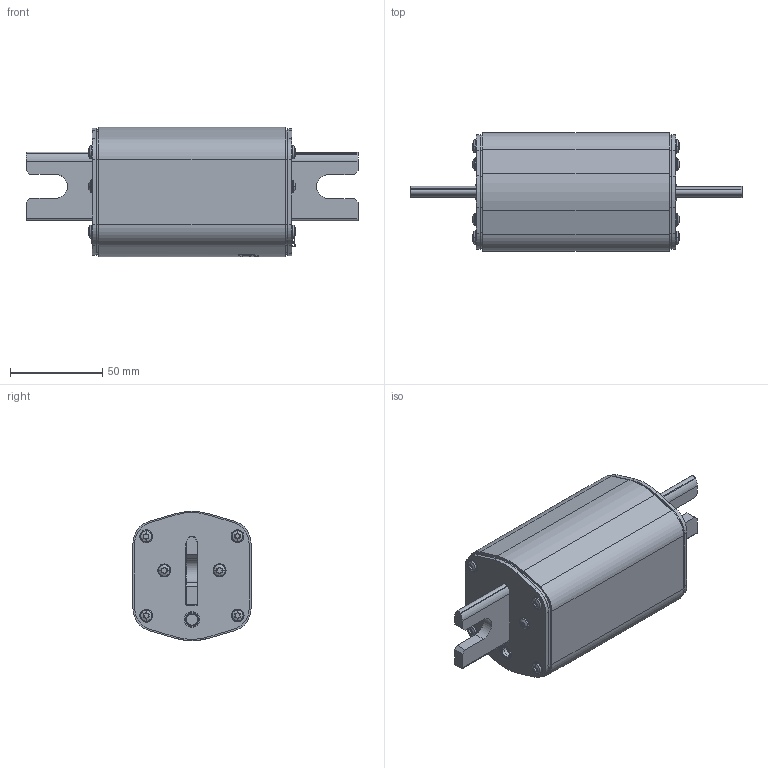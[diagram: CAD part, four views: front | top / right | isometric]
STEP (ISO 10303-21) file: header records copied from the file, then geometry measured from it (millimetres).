
FILE_DESCRIPTION((''),'2;1');
FILE_NAME('004110805_NHU3L_150_1000V_ASM','2024-10-29T07:09:06',('klemen.sitar'),('Audax d.o.o.'),'CREO PARAMETRIC BY PTC INC, 2021304','CREO PARAMETRIC BY PTC INC, 2021304','');
FILE_SCHEMA(('AP242_MANAGED_MODEL_BASED_3D_ENGINEERING_MIM_LF { 1 0 10303 442 1 1 4 }'));
Length unit declared in the file: millimetre
Products named in the file (11): 0000075813_2; 0000019100_2; 0000019000_AF0_2; 0000020162_AF0_2; 0000034906_ASM_2_ASM; 0000020380_2; 0000043213_1; 0000066274_1; 0000033047_1; 0000016201_1; 004110805_NHU3L_150_1000V_ASM
Assembly tree (24 placements, depth 3):
  004110805_NHU3L_150_1000V_ASM
    0000075813_2
    0000019100_2  x2
    0000034906_ASM_2_ASM  x2
      0000019000_AF0_2
      0000020162_AF0_2
    0000020380_2  x2
    0000043213_1  x8
    0000066274_1  x4
    0000033047_1  x2
    0000016201_1
Bounding box: 180 x 64 x 70 mm (x, y, z)
Volume: 453395 mm3; surface area: 84580.4 mm2
Topology: 24 solids, 40 shells, 1323 faces, 3677 edges, 2393 vertices
Faces by surface type: cylinder 676, plane 363, bspline 120, cone 68, torus 52, sphere 28, extrusion 16
Entity records: 29937 total; most frequent: CARTESIAN_POINT 9260, DIRECTION 2812, ORIENTED_EDGE 2552, PRESENTATION_STYLE_ASSIGNMENT 1307, EDGE_CURVE 1306, STYLED_ITEM 1304, CURVE_STYLE 1236, AXIS2_PLACEMENT_3D 1110
